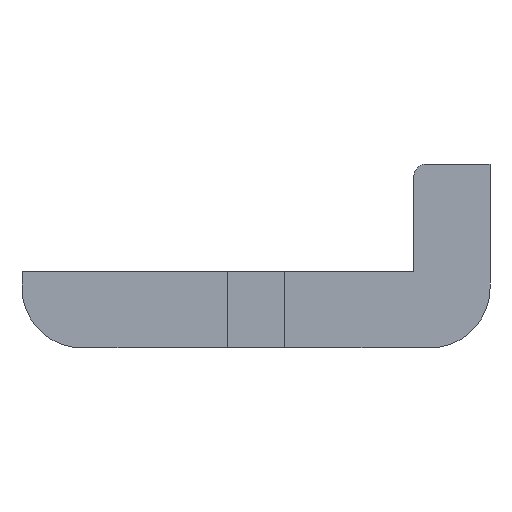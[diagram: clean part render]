
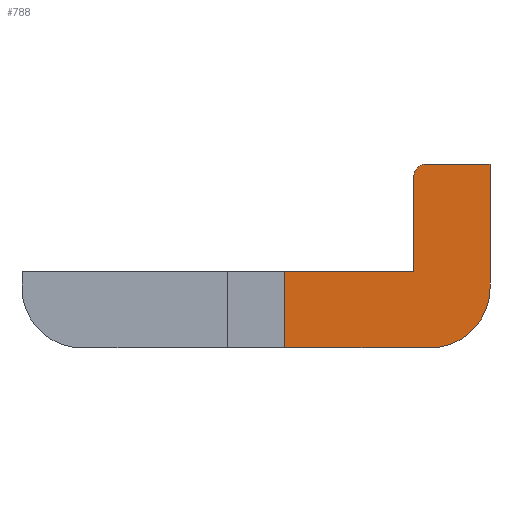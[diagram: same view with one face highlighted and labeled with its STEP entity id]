
A CAD part, front view. The second image highlights one B-rep face of the part: STEP entity #788.
In plain terms, the highlighted planar face has unit normal (0, -1, 0).
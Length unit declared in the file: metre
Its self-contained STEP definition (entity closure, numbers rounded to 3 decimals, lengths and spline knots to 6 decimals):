
#52 = LINE ( 'NONE', #171, #429 ) ;
#98 = CARTESIAN_POINT ( 'NONE',  ( 0., -0.002, -0.02435 ) ) ;
#99 = CARTESIAN_POINT ( 'NONE',  ( -0.01078, -0.002, -0.018 ) ) ;
#108 = VERTEX_POINT ( 'NONE', #401 ) ;
#149 = DIRECTION ( 'NONE',  ( -0.707, 0., 0.707 ) ) ;
#157 = DIRECTION ( 'NONE',  ( 1., 0., 0. ) ) ;
#171 = CARTESIAN_POINT ( 'NONE',  ( 0.00635, -0.002, -0.02435 ) ) ;
#188 = VERTEX_POINT ( 'NONE', #1253 ) ;
#209 = CIRCLE ( 'NONE', #476, 0.005 ) ;
#230 = VECTOR ( 'NONE', #312, 1. ) ;
#287 = ORIENTED_EDGE ( 'NONE', *, *, #490, .T. ) ;
#288 = CARTESIAN_POINT ( 'NONE',  ( 0.003175, -0.002, -0.009 ) ) ;
#299 = CIRCLE ( 'NONE', #1358, 0.001 ) ;
#303 = LINE ( 'NONE', #391, #452 ) ;
#312 = DIRECTION ( 'NONE',  ( -1., 0., 0. ) ) ;
#315 = LINE ( 'NONE', #98, #660 ) ;
#325 = DIRECTION ( 'NONE',  ( -0.707, 0., 0.707 ) ) ;
#328 = DIRECTION ( 'NONE',  ( 0., 0., -1. ) ) ;
#337 = VERTEX_POINT ( 'NONE', #1290 ) ;
#349 = LINE ( 'NONE', #678, #1088 ) ;
#352 = VERTEX_POINT ( 'NONE', #99 ) ;
#353 = DIRECTION ( 'NONE',  ( 0., 0., 1. ) ) ;
#359 = DIRECTION ( 'NONE',  ( 0., 0., 1. ) ) ;
#365 = ORIENTED_EDGE ( 'NONE', *, *, #1151, .F. ) ;
#385 = AXIS2_PLACEMENT_3D ( 'NONE', #677, #693, #353 ) ;
#391 = CARTESIAN_POINT ( 'NONE',  ( -0.01078, -0.002, -0.011069 ) ) ;
#397 = ORIENTED_EDGE ( 'NONE', *, *, #645, .T. ) ;
#401 = CARTESIAN_POINT ( 'NONE',  ( 0.000293, -0.002, -0.009293 ) ) ;
#429 = VECTOR ( 'NONE', #1034, 1. ) ;
#452 = VECTOR ( 'NONE', #832, 1. ) ;
#459 = PLANE ( 'NONE',  #385 ) ;
#476 = AXIS2_PLACEMENT_3D ( 'NONE', #698, #809, #359 ) ;
#485 = DIRECTION ( 'NONE',  ( 0., 1., 0. ) ) ;
#490 = EDGE_CURVE ( 'NONE', #667, #352, #349, .T. ) ;
#505 = DIRECTION ( 'NONE',  ( 0., 1., 0. ) ) ;
#516 = ORIENTED_EDGE ( 'NONE', *, *, #1133, .T. ) ;
#530 = EDGE_CURVE ( 'NONE', #1117, #188, #52, .T. ) ;
#532 = CARTESIAN_POINT ( 'NONE',  ( 0., -0.002, -0.018 ) ) ;
#593 = ORIENTED_EDGE ( 'NONE', *, *, #936, .F. ) ;
#594 = CARTESIAN_POINT ( 'NONE',  ( 0.00635, -0.002, -0.009 ) ) ;
#623 = CARTESIAN_POINT ( 'NONE',  ( 0., -0.002, -0.02435 ) ) ;
#645 = EDGE_CURVE ( 'NONE', #882, #667, #315, .T. ) ;
#660 = VECTOR ( 'NONE', #328, 1. ) ;
#667 = VERTEX_POINT ( 'NONE', #532 ) ;
#677 = CARTESIAN_POINT ( 'NONE',  ( 0., -0.002, -0.02435 ) ) ;
#678 = CARTESIAN_POINT ( 'NONE',  ( 0., -0.002, -0.018 ) ) ;
#693 = DIRECTION ( 'NONE',  ( 0., 1., 0. ) ) ;
#698 = CARTESIAN_POINT ( 'NONE',  ( 0.00135, -0.002, -0.01935 ) ) ;
#701 = ORIENTED_EDGE ( 'NONE', *, *, #530, .F. ) ;
#739 = CARTESIAN_POINT ( 'NONE',  ( 0.001, -0.002, -0.01 ) ) ;
#767 = CARTESIAN_POINT ( 'NONE',  ( 0.00135, -0.002, -0.02435 ) ) ;
#769 = EDGE_CURVE ( 'NONE', #1191, #188, #209, .T. ) ;
#779 = AXIS2_PLACEMENT_3D ( 'NONE', #1349, #485, #149 ) ;
#788 = ADVANCED_FACE ( 'NONE', ( #993 ), #459, .F. ) ;
#789 = DIRECTION ( 'NONE',  ( -1., 0., 0. ) ) ;
#809 = DIRECTION ( 'NONE',  ( 0., -1., 0. ) ) ;
#832 = DIRECTION ( 'NONE',  ( 0., 0., -1. ) ) ;
#840 = EDGE_CURVE ( 'NONE', #981, #1117, #942, .T. ) ;
#882 = VERTEX_POINT ( 'NONE', #916 ) ;
#916 = CARTESIAN_POINT ( 'NONE',  ( 0., -0.002, -0.01 ) ) ;
#936 = EDGE_CURVE ( 'NONE', #108, #981, #980, .T. ) ;
#942 = LINE ( 'NONE', #288, #1267 ) ;
#980 = CIRCLE ( 'NONE', #779, 0.001 ) ;
#981 = VERTEX_POINT ( 'NONE', #1356 ) ;
#993 = FACE_OUTER_BOUND ( 'NONE', #1211, .T. ) ;
#1034 = DIRECTION ( 'NONE',  ( 0., 0., -1. ) ) ;
#1076 = EDGE_CURVE ( 'NONE', #1191, #337, #1379, .T. ) ;
#1088 = VECTOR ( 'NONE', #789, 1. ) ;
#1117 = VERTEX_POINT ( 'NONE', #594 ) ;
#1133 = EDGE_CURVE ( 'NONE', #352, #337, #303, .T. ) ;
#1151 = EDGE_CURVE ( 'NONE', #882, #108, #299, .T. ) ;
#1175 = ORIENTED_EDGE ( 'NONE', *, *, #769, .T. ) ;
#1191 = VERTEX_POINT ( 'NONE', #767 ) ;
#1202 = ORIENTED_EDGE ( 'NONE', *, *, #840, .F. ) ;
#1211 = EDGE_LOOP ( 'NONE', ( #365, #397, #287, #516, #1365, #1175, #701, #1202, #593 ) ) ;
#1253 = CARTESIAN_POINT ( 'NONE',  ( 0.00635, -0.002, -0.01935 ) ) ;
#1267 = VECTOR ( 'NONE', #157, 1. ) ;
#1290 = CARTESIAN_POINT ( 'NONE',  ( -0.01078, -0.002, -0.02435 ) ) ;
#1349 = CARTESIAN_POINT ( 'NONE',  ( 0.001, -0.002, -0.01 ) ) ;
#1356 = CARTESIAN_POINT ( 'NONE',  ( 0.001, -0.002, -0.009 ) ) ;
#1358 = AXIS2_PLACEMENT_3D ( 'NONE', #739, #505, #325 ) ;
#1365 = ORIENTED_EDGE ( 'NONE', *, *, #1076, .F. ) ;
#1379 = LINE ( 'NONE', #623, #230 ) ;
